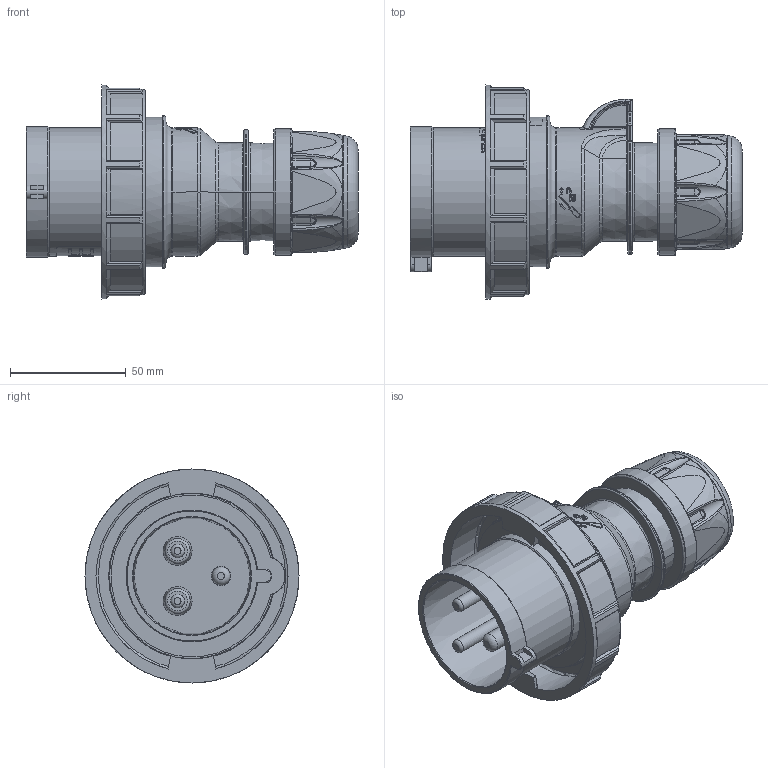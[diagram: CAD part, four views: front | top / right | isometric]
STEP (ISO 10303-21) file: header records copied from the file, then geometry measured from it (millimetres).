
FILE_DESCRIPTION (( 'STEP AP203' ), '1' );
FILE_NAME ('0232-6.STEP', '2017-11-23T10:05:47', ( '' ), ( '' ), 'SwSTEP 2.0', 'SolidWorks 2016', '' );
FILE_SCHEMA (( 'CONFIG_CONTROL_DESIGN' ));
Length unit declared in the file: millimetre
Products named in the file (1): 0232-6
Bounding box: 143.5 x 92.5 x 92.5 mm (x, y, z)
Volume: 269733.4 mm3; surface area: 60503.2 mm2
Topology: 1 solids, 1 shells, 826 faces, 2045 edges, 1256 vertices
Faces by surface type: plane 260, bspline 249, cylinder 156, torus 87, cone 62, sphere 12
Full cylindrical faces by diameter (mm): 6 x2, 8 x1, 54.6 x1, 55.646 x2, 56.9 x1, 64.6 x1, 65.9 x1, 72 x1, 83 x1, 92.5 x1
Entity records: 35829 total; most frequent: CARTESIAN_POINT 18708, ORIENTED_EDGE 3960, DIRECTION 2953, EDGE_CURVE 1980, VERTEX_POINT 1239, AXIS2_PLACEMENT_3D 1194, EDGE_LOOP 907, FACE_OUTER_BOUND 855
